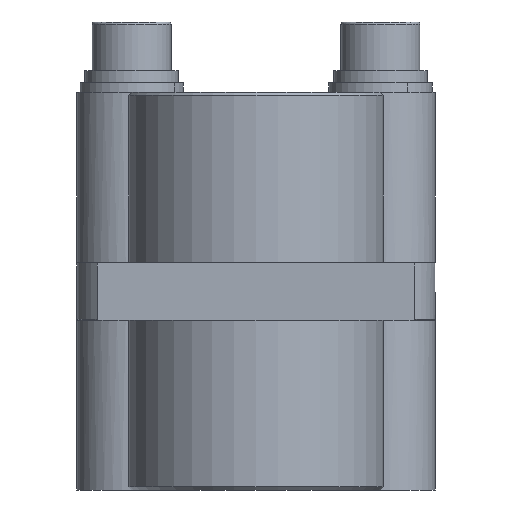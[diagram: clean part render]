
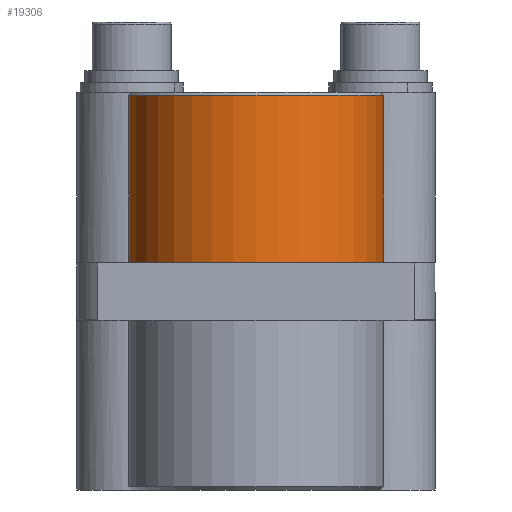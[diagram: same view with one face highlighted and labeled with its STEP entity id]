
A CAD part, front view. The second image highlights one B-rep face of the part: STEP entity #19306.
In plain terms, the highlighted cylindrical face has radius 21 mm (diameter 42 mm), a partial arc.
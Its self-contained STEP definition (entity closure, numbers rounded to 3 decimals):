
#292 = VERTEX_POINT ( 'NONE', #19882 ) ;
#2110 = DIRECTION ( 'NONE',  ( 0., 0., -1. ) ) ;
#2205 = EDGE_CURVE ( 'NONE', #22210, #5401, #7844, .T. ) ;
#2599 = CIRCLE ( 'NONE', #2957, 21. ) ;
#2957 = AXIS2_PLACEMENT_3D ( 'NONE', #3399, #22032, #15593 ) ;
#3399 = CARTESIAN_POINT ( 'NONE',  ( 0., 0., 0. ) ) ;
#3603 = CARTESIAN_POINT ( 'NONE',  ( 0., 0., 27.5 ) ) ;
#5401 = VERTEX_POINT ( 'NONE', #13091 ) ;
#6516 = EDGE_CURVE ( 'NONE', #21624, #292, #17244, .T. ) ;
#7410 = FACE_OUTER_BOUND ( 'NONE', #18585, .T. ) ;
#7450 = ORIENTED_EDGE ( 'NONE', *, *, #22219, .T. ) ;
#7844 = LINE ( 'NONE', #14699, #19435 ) ;
#8174 = VECTOR ( 'NONE', #10281, 1000. ) ;
#8902 = DIRECTION ( 'NONE',  ( -1., 0., 0. ) ) ;
#8974 = ORIENTED_EDGE ( 'NONE', *, *, #19352, .T. ) ;
#10281 = DIRECTION ( 'NONE',  ( 0., 0., -1. ) ) ;
#10940 = DIRECTION ( 'NONE',  ( 0., 0., -1. ) ) ;
#11146 = CARTESIAN_POINT ( 'NONE',  ( 21., 0., 27.5 ) ) ;
#11466 = ORIENTED_EDGE ( 'NONE', *, *, #2205, .T. ) ;
#12143 = DIRECTION ( 'NONE',  ( 1., 0., 0. ) ) ;
#12572 = ORIENTED_EDGE ( 'NONE', *, *, #6516, .F. ) ;
#13091 = CARTESIAN_POINT ( 'NONE',  ( -21., 0., 0. ) ) ;
#14071 = AXIS2_PLACEMENT_3D ( 'NONE', #14586, #10940, #8902 ) ;
#14259 = CYLINDRICAL_SURFACE ( 'NONE', #14071, 21. ) ;
#14586 = CARTESIAN_POINT ( 'NONE',  ( 0., 0., 28. ) ) ;
#14699 = CARTESIAN_POINT ( 'NONE',  ( -21., 0., 28. ) ) ;
#15593 = DIRECTION ( 'NONE',  ( 1., 0., 0. ) ) ;
#15877 = CARTESIAN_POINT ( 'NONE',  ( 21., 0., 28. ) ) ;
#16364 = AXIS2_PLACEMENT_3D ( 'NONE', #3603, #2110, #12143 ) ;
#17244 = LINE ( 'NONE', #15877, #8174 ) ;
#18189 = CIRCLE ( 'NONE', #16364, 21. ) ;
#18370 = CARTESIAN_POINT ( 'NONE',  ( -21., 0., 27.5 ) ) ;
#18585 = EDGE_LOOP ( 'NONE', ( #12572, #8974, #11466, #7450 ) ) ;
#19306 = ADVANCED_FACE ( 'NONE', ( #7410 ), #14259, .T. ) ;
#19352 = EDGE_CURVE ( 'NONE', #21624, #22210, #18189, .T. ) ;
#19435 = VECTOR ( 'NONE', #21669, 1000. ) ;
#19882 = CARTESIAN_POINT ( 'NONE',  ( 21., 0., 0. ) ) ;
#21624 = VERTEX_POINT ( 'NONE', #11146 ) ;
#21669 = DIRECTION ( 'NONE',  ( 0., 0., -1. ) ) ;
#22032 = DIRECTION ( 'NONE',  ( 0., 0., 1. ) ) ;
#22210 = VERTEX_POINT ( 'NONE', #18370 ) ;
#22219 = EDGE_CURVE ( 'NONE', #5401, #292, #2599, .T. ) ;
